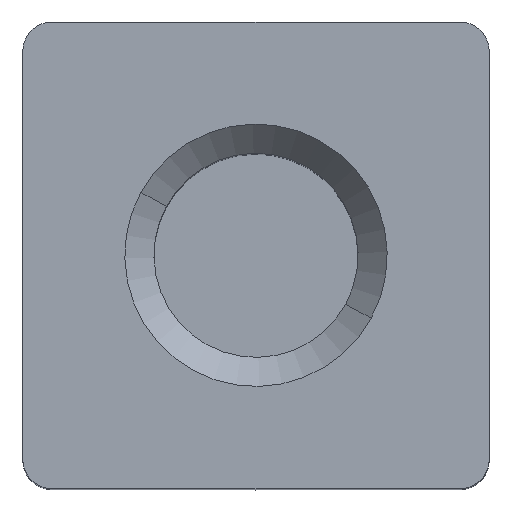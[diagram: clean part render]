
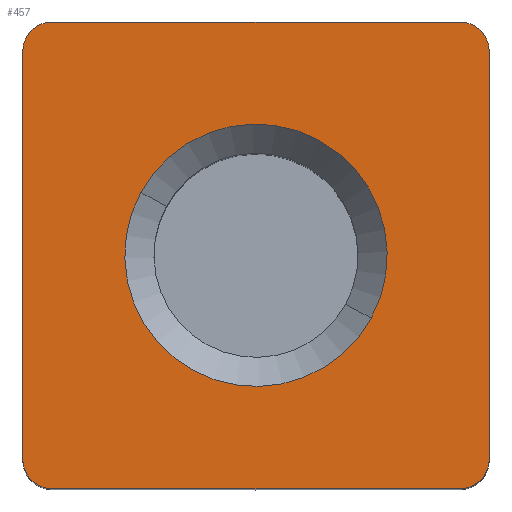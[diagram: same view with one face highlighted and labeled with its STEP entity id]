
A CAD part, top view. The second image highlights one B-rep face of the part: STEP entity #457.
In plain terms, the highlighted planar face has unit normal (0, 0, 1).
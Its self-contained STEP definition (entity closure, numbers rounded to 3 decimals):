
#185=CARTESIAN_POINT('Vertex',(-1.975,1.079,63.)) ;
#188=CARTESIAN_POINT('Axis2P3D Location',(0.,0.,63.)) ;
#192=CARTESIAN_POINT('Vertex',(1.975,-1.079,63.)) ;
#212=CARTESIAN_POINT('Axis2P3D Location',(0.,0.,63.)) ;
#229=CARTESIAN_POINT('Line Origine',(0.,-4.,63.)) ;
#233=CARTESIAN_POINT('Vertex',(-3.5,-4.,63.)) ;
#235=CARTESIAN_POINT('Vertex',(3.5,-4.,63.)) ;
#287=CARTESIAN_POINT('Vertex',(-4.,-3.5,63.)) ;
#295=CARTESIAN_POINT('Axis2P3D Location',(-3.5,-3.5,63.)) ;
#323=CARTESIAN_POINT('Vertex',(4.,-3.5,63.)) ;
#326=CARTESIAN_POINT('Axis2P3D Location',(3.5,-3.5,63.)) ;
#373=CARTESIAN_POINT('Vertex',(3.5,4.,63.)) ;
#396=CARTESIAN_POINT('Vertex',(-3.5,4.,63.)) ;
#399=CARTESIAN_POINT('Line Origine',(0.,4.,63.)) ;
#416=CARTESIAN_POINT('Axis2P3D Location',(0.,0.,63.)) ;
#421=CARTESIAN_POINT('Axis2P3D Location',(-3.5,3.5,63.)) ;
#425=CARTESIAN_POINT('Vertex',(-4.,3.5,63.)) ;
#429=CARTESIAN_POINT('Control Point',(-4.,-3.5,63.)) ;
#430=CARTESIAN_POINT('Control Point',(-4.,3.5,63.)) ;
#433=CARTESIAN_POINT('Control Point',(4.,3.5,63.)) ;
#434=CARTESIAN_POINT('Control Point',(4.,-3.5,63.)) ;
#435=CARTESIAN_POINT('Vertex',(4.,3.5,63.)) ;
#438=CARTESIAN_POINT('Axis2P3D Location',(3.5,3.5,63.)) ;
#189=DIRECTION('Axis2P3D Direction',(0.,0.,1.)) ;
#213=DIRECTION('Axis2P3D Direction',(0.,0.,1.)) ;
#230=DIRECTION('Vector Direction',(-1.,0.,0.)) ;
#296=DIRECTION('Axis2P3D Direction',(0.,0.,1.)) ;
#327=DIRECTION('Axis2P3D Direction',(0.,0.,1.)) ;
#400=DIRECTION('Vector Direction',(1.,0.,0.)) ;
#417=DIRECTION('Axis2P3D Direction',(0.,0.,1.)) ;
#418=DIRECTION('Axis2P3D XDirection',(1.,0.,0.)) ;
#422=DIRECTION('Axis2P3D Direction',(0.,0.,1.)) ;
#439=DIRECTION('Axis2P3D Direction',(0.,0.,1.)) ;
#190=AXIS2_PLACEMENT_3D('Circle Axis2P3D',#188,#189,$) ;
#214=AXIS2_PLACEMENT_3D('Circle Axis2P3D',#212,#213,$) ;
#297=AXIS2_PLACEMENT_3D('Circle Axis2P3D',#295,#296,$) ;
#328=AXIS2_PLACEMENT_3D('Circle Axis2P3D',#326,#327,$) ;
#419=AXIS2_PLACEMENT_3D('Plane Axis2P3D',#416,#417,#418) ;
#423=AXIS2_PLACEMENT_3D('Circle Axis2P3D',#421,#422,$) ;
#440=AXIS2_PLACEMENT_3D('Circle Axis2P3D',#438,#439,$) ;
#444=ORIENTED_EDGE('',*,*,#403,.T.) ;
#445=ORIENTED_EDGE('',*,*,#427,.F.) ;
#446=ORIENTED_EDGE('',*,*,#431,.T.) ;
#447=ORIENTED_EDGE('',*,*,#299,.F.) ;
#448=ORIENTED_EDGE('',*,*,#237,.T.) ;
#449=ORIENTED_EDGE('',*,*,#330,.F.) ;
#450=ORIENTED_EDGE('',*,*,#437,.T.) ;
#451=ORIENTED_EDGE('',*,*,#442,.F.) ;
#454=ORIENTED_EDGE('',*,*,#216,.F.) ;
#455=ORIENTED_EDGE('',*,*,#194,.F.) ;
#456=FACE_BOUND('',#453,.T.) ;
#231=VECTOR('Line Direction',#230,1.) ;
#401=VECTOR('Line Direction',#400,1.) ;
#457=ADVANCED_FACE('Corps principal',(#452,#456),#420,.T.) ;
#428=B_SPLINE_CURVE_WITH_KNOTS('',1,(#429,#430),.UNSPECIFIED.,.F.,.U.,(2,2),(0.5,7.5),.UNSPECIFIED.) ;
#432=B_SPLINE_CURVE_WITH_KNOTS('',1,(#433,#434),.UNSPECIFIED.,.F.,.U.,(2,2),(0.5,7.5),.UNSPECIFIED.) ;
#191=CIRCLE('generated circle',#190,2.25) ;
#215=CIRCLE('generated circle',#214,2.25) ;
#298=CIRCLE('generated circle',#297,0.5) ;
#329=CIRCLE('generated circle',#328,0.5) ;
#424=CIRCLE('generated circle',#423,0.5) ;
#441=CIRCLE('generated circle',#440,0.5) ;
#194=EDGE_CURVE('',#186,#193,#191,.T.) ;
#216=EDGE_CURVE('',#193,#186,#215,.T.) ;
#237=EDGE_CURVE('',#234,#236,#232,.F.) ;
#299=EDGE_CURVE('',#234,#288,#298,.F.) ;
#330=EDGE_CURVE('',#324,#236,#329,.F.) ;
#403=EDGE_CURVE('',#374,#397,#402,.F.) ;
#427=EDGE_CURVE('',#426,#397,#424,.F.) ;
#431=EDGE_CURVE('',#426,#288,#428,.F.) ;
#437=EDGE_CURVE('',#324,#436,#432,.F.) ;
#442=EDGE_CURVE('',#374,#436,#441,.F.) ;
#443=EDGE_LOOP('',(#444,#445,#446,#447,#448,#449,#450,#451)) ;
#453=EDGE_LOOP('',(#454,#455)) ;
#452=FACE_OUTER_BOUND('',#443,.T.) ;
#232=LINE('Line',#229,#231) ;
#402=LINE('Line',#399,#401) ;
#420=PLANE('Plane',#419) ;
#186=VERTEX_POINT('',#185) ;
#193=VERTEX_POINT('',#192) ;
#234=VERTEX_POINT('',#233) ;
#236=VERTEX_POINT('',#235) ;
#288=VERTEX_POINT('',#287) ;
#324=VERTEX_POINT('',#323) ;
#374=VERTEX_POINT('',#373) ;
#397=VERTEX_POINT('',#396) ;
#426=VERTEX_POINT('',#425) ;
#436=VERTEX_POINT('',#435) ;
